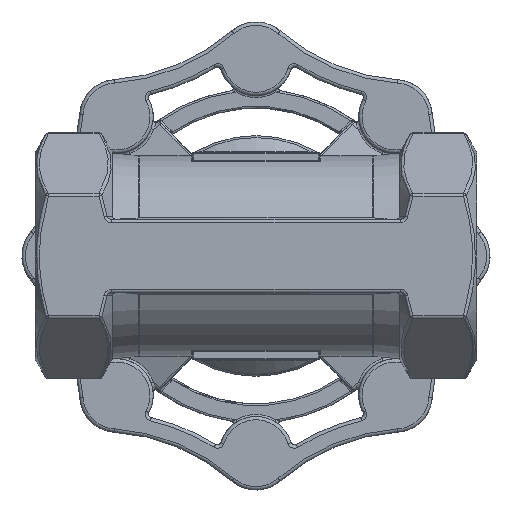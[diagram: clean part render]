
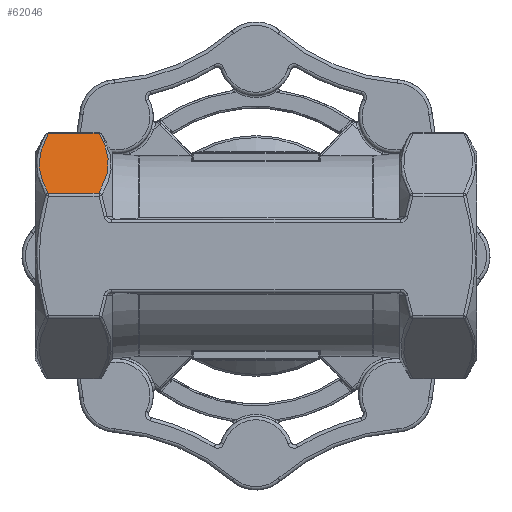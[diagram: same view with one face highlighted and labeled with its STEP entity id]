
A CAD part, front view. The second image highlights one B-rep face of the part: STEP entity #62046.
In plain terms, the highlighted planar face has unit normal (0, -0.5, 0.866).
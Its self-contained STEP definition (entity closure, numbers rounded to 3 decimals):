
#6340 = EDGE_LOOP ( 'NONE', ( #36315, #36260, #36255, #36173 ) ) ;
#9869 = VERTEX_POINT ( 'NONE', #24353 ) ;
#11519 = CARTESIAN_POINT ( 'NONE',  ( -31.038, -0.25, 18.331 ) ) ;
#11567 = CARTESIAN_POINT ( 'NONE',  ( -23.462, -0.25, 18.331 ) ) ;
#12774 = VERTEX_POINT ( 'NONE', #11519 ) ;
#12967 = VERTEX_POINT ( 'NONE', #11567 ) ;
#24353 = CARTESIAN_POINT ( 'NONE',  ( -31.038, -15.75, 9.382 ) ) ;
#25047 = AXIS2_PLACEMENT_3D ( 'NONE', #44908, #44909, #44910 ) ;
#29902 = VECTOR ( 'NONE', #50073, 1000. ) ;
#33122 = B_SPLINE_CURVE_WITH_KNOTS ( 'NONE', 3,
 ( #34052, #34025, #34062, #34064, #34066, #34068, #34070, #34072, #34074, #34076, #34078, #34080 ),
 .UNSPECIFIED., .F., .F.,
 ( 4, 2, 2, 2, 2, 4 ),
 ( 0., 0.005, 0.007, 0.009, 0.014, 0.018 ),
 .UNSPECIFIED. ) ;
#33197 = B_SPLINE_CURVE_WITH_KNOTS ( 'NONE', 3,
 ( #50061, #50085, #50095, #50097, #50098, #50100, #50102, #50104, #50106, #50108, #50110, #50112 ),
 .UNSPECIFIED., .F., .F.,
 ( 4, 2, 2, 2, 2, 4 ),
 ( 0., 0.005, 0.007, 0.009, 0.014, 0.018 ),
 .UNSPECIFIED. ) ;
#34025 = CARTESIAN_POINT ( 'NONE',  ( -31.461, -1.517, 17.599 ) ) ;
#34052 = CARTESIAN_POINT ( 'NONE',  ( -31.038, -0.25, 18.331 ) ) ;
#34062 = CARTESIAN_POINT ( 'NONE',  ( -31.809, -2.795, 16.862 ) ) ;
#34064 = CARTESIAN_POINT ( 'NONE',  ( -32.171, -4.734, 15.742 ) ) ;
#34066 = CARTESIAN_POINT ( 'NONE',  ( -32.265, -5.385, 15.366 ) ) ;
#34068 = CARTESIAN_POINT ( 'NONE',  ( -32.391, -6.694, 14.61 ) ) ;
#34070 = CARTESIAN_POINT ( 'NONE',  ( -32.423, -7.356, 14.228 ) ) ;
#34072 = CARTESIAN_POINT ( 'NONE',  ( -32.422, -9.333, 13.087 ) ) ;
#34074 = CARTESIAN_POINT ( 'NONE',  ( -32.289, -10.634, 12.336 ) ) ;
#34076 = CARTESIAN_POINT ( 'NONE',  ( -31.808, -13.21, 10.848 ) ) ;
#34078 = CARTESIAN_POINT ( 'NONE',  ( -31.46, -14.485, 10.113 ) ) ;
#34080 = CARTESIAN_POINT ( 'NONE',  ( -31.038, -15.75, 9.382 ) ) ;
#35054 = LINE ( 'NONE', #35084, #63120 ) ;
#35084 = CARTESIAN_POINT ( 'NONE',  ( -21.5, -0.25, 18.331 ) ) ;
#35088 = DIRECTION ( 'NONE',  ( -1., 0., 0. ) ) ;
#36173 = ORIENTED_EDGE ( 'NONE', *, *, #54245, .T. ) ;
#36255 = ORIENTED_EDGE ( 'NONE', *, *, #64646, .T. ) ;
#36260 = ORIENTED_EDGE ( 'NONE', *, *, #64643, .T. ) ;
#36315 = ORIENTED_EDGE ( 'NONE', *, *, #54159, .T. ) ;
#44861 = FACE_OUTER_BOUND ( 'NONE', #6340, .T. ) ;
#44896 = PLANE ( 'NONE',  #25047 ) ;
#44908 = CARTESIAN_POINT ( 'NONE',  ( -21.5, -28.012, 2.303 ) ) ;
#44909 = DIRECTION ( 'NONE',  ( 0., -0.5, 0.866 ) ) ;
#44910 = DIRECTION ( 'NONE',  ( 0., -0.866, -0.5 ) ) ;
#50011 = CARTESIAN_POINT ( 'NONE',  ( -21.5, -15.75, 9.382 ) ) ;
#50061 = CARTESIAN_POINT ( 'NONE',  ( -23.462, -15.75, 9.382 ) ) ;
#50064 = LINE ( 'NONE', #50011, #29902 ) ;
#50073 = DIRECTION ( 'NONE',  ( 1., 0., 0. ) ) ;
#50085 = CARTESIAN_POINT ( 'NONE',  ( -23.039, -14.483, 10.113 ) ) ;
#50095 = CARTESIAN_POINT ( 'NONE',  ( -22.691, -13.205, 10.851 ) ) ;
#50097 = CARTESIAN_POINT ( 'NONE',  ( -22.329, -11.266, 11.971 ) ) ;
#50098 = CARTESIAN_POINT ( 'NONE',  ( -22.235, -10.615, 12.346 ) ) ;
#50100 = CARTESIAN_POINT ( 'NONE',  ( -22.109, -9.306, 13.103 ) ) ;
#50102 = CARTESIAN_POINT ( 'NONE',  ( -22.077, -8.644, 13.485 ) ) ;
#50104 = CARTESIAN_POINT ( 'NONE',  ( -22.078, -6.667, 14.626 ) ) ;
#50106 = CARTESIAN_POINT ( 'NONE',  ( -22.211, -5.366, 15.377 ) ) ;
#50108 = CARTESIAN_POINT ( 'NONE',  ( -22.692, -2.79, 16.864 ) ) ;
#50110 = CARTESIAN_POINT ( 'NONE',  ( -23.04, -1.515, 17.6 ) ) ;
#50112 = CARTESIAN_POINT ( 'NONE',  ( -23.462, -0.25, 18.331 ) ) ;
#54159 = EDGE_CURVE ( 'NONE', #12774, #9869, #33122, .T. ) ;
#54245 = EDGE_CURVE ( 'NONE', #12967, #12774, #35054, .T. ) ;
#60848 = CARTESIAN_POINT ( 'NONE',  ( -23.462, -15.75, 9.382 ) ) ;
#62046 = ADVANCED_FACE ( 'NONE', ( #44861 ), #44896, .T. ) ;
#63120 = VECTOR ( 'NONE', #35088, 1000. ) ;
#64643 = EDGE_CURVE ( 'NONE', #9869, #67436, #50064, .T. ) ;
#64646 = EDGE_CURVE ( 'NONE', #67436, #12967, #33197, .T. ) ;
#67436 = VERTEX_POINT ( 'NONE', #60848 ) ;
